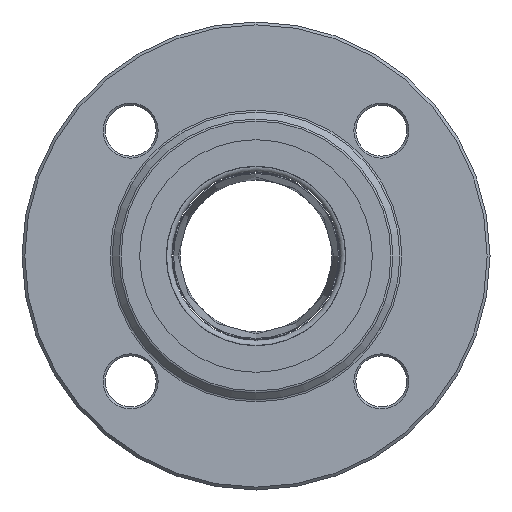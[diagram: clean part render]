
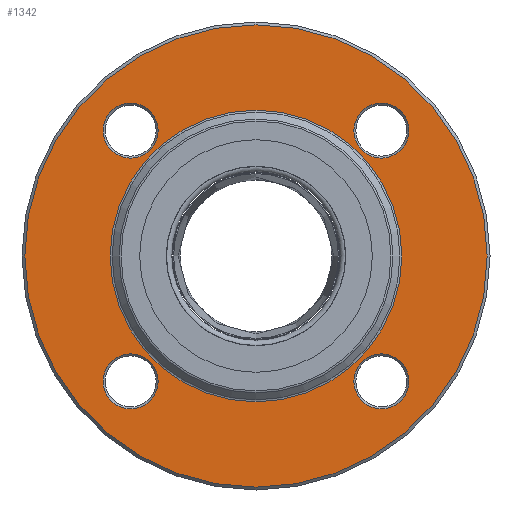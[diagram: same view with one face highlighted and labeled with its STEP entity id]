
A CAD part, left-side view. The second image highlights one B-rep face of the part: STEP entity #1342.
In plain terms, the highlighted planar face has unit normal (-1, 0, 0).
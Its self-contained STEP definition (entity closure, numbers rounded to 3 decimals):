
#1235=CARTESIAN_POINT('',(-71.6,0.,-0.));
#1236=DIRECTION('',(1.,0.,0.));
#1237=DIRECTION('',(0.,0.,-1.));
#1238=AXIS2_PLACEMENT_3D('',#1235,#1236,#1237);
#1239=PLANE('',#1238);
#1240=CARTESIAN_POINT('',(-71.6,44.194,34.494));
#1241=VERTEX_POINT('',#1240);
#1242=CARTESIAN_POINT('',(-71.6,44.194,53.894));
#1243=VERTEX_POINT('',#1242);
#1244=CARTESIAN_POINT('',(-71.6,44.194,44.194));
#1245=DIRECTION('',(1.,0.,0.));
#1246=DIRECTION('',(0.,0.,-1.));
#1247=AXIS2_PLACEMENT_3D('',#1244,#1245,#1246);
#1248=CIRCLE('',#1247,9.7);
#1249=EDGE_CURVE('',#1241,#1243,#1248,.T.);
#1250=ORIENTED_EDGE('',*,*,#1249,.T.);
#1251=CARTESIAN_POINT('',(-71.6,44.194,44.194));
#1252=DIRECTION('',(1.,0.,0.));
#1253=DIRECTION('',(0.,0.,-1.));
#1254=AXIS2_PLACEMENT_3D('',#1251,#1252,#1253);
#1255=CIRCLE('',#1254,9.7);
#1256=EDGE_CURVE('',#1243,#1241,#1255,.T.);
#1257=ORIENTED_EDGE('',*,*,#1256,.T.);
#1258=EDGE_LOOP('',(#1250,#1257));
#1259=FACE_BOUND('',#1258,.T.);
#1260=CARTESIAN_POINT('',(-71.6,-44.194,34.494));
#1261=VERTEX_POINT('',#1260);
#1262=CARTESIAN_POINT('',(-71.6,-44.194,53.894));
#1263=VERTEX_POINT('',#1262);
#1264=CARTESIAN_POINT('',(-71.6,-44.194,44.194));
#1265=DIRECTION('',(1.,0.,0.));
#1266=DIRECTION('',(0.,0.,-1.));
#1267=AXIS2_PLACEMENT_3D('',#1264,#1265,#1266);
#1268=CIRCLE('',#1267,9.7);
#1269=EDGE_CURVE('',#1261,#1263,#1268,.T.);
#1270=ORIENTED_EDGE('',*,*,#1269,.T.);
#1271=CARTESIAN_POINT('',(-71.6,-44.194,44.194));
#1272=DIRECTION('',(1.,0.,0.));
#1273=DIRECTION('',(0.,0.,-1.));
#1274=AXIS2_PLACEMENT_3D('',#1271,#1272,#1273);
#1275=CIRCLE('',#1274,9.7);
#1276=EDGE_CURVE('',#1263,#1261,#1275,.T.);
#1277=ORIENTED_EDGE('',*,*,#1276,.T.);
#1278=EDGE_LOOP('',(#1270,#1277));
#1279=FACE_BOUND('',#1278,.T.);
#1280=CARTESIAN_POINT('',(-71.6,-44.194,-53.894));
#1281=VERTEX_POINT('',#1280);
#1282=CARTESIAN_POINT('',(-71.6,-44.194,-34.494));
#1283=VERTEX_POINT('',#1282);
#1284=CARTESIAN_POINT('',(-71.6,-44.194,-44.194));
#1285=DIRECTION('',(1.,0.,0.));
#1286=DIRECTION('',(0.,0.,-1.));
#1287=AXIS2_PLACEMENT_3D('',#1284,#1285,#1286);
#1288=CIRCLE('',#1287,9.7);
#1289=EDGE_CURVE('',#1281,#1283,#1288,.T.);
#1290=ORIENTED_EDGE('',*,*,#1289,.T.);
#1291=CARTESIAN_POINT('',(-71.6,-44.194,-44.194));
#1292=DIRECTION('',(1.,0.,0.));
#1293=DIRECTION('',(0.,0.,-1.));
#1294=AXIS2_PLACEMENT_3D('',#1291,#1292,#1293);
#1295=CIRCLE('',#1294,9.7);
#1296=EDGE_CURVE('',#1283,#1281,#1295,.T.);
#1297=ORIENTED_EDGE('',*,*,#1296,.T.);
#1298=EDGE_LOOP('',(#1290,#1297));
#1299=FACE_BOUND('',#1298,.T.);
#1300=CARTESIAN_POINT('',(-71.6,44.194,-53.894));
#1301=VERTEX_POINT('',#1300);
#1302=CARTESIAN_POINT('',(-71.6,44.194,-34.494));
#1303=VERTEX_POINT('',#1302);
#1304=CARTESIAN_POINT('',(-71.6,44.194,-44.194));
#1305=DIRECTION('',(1.,0.,0.));
#1306=DIRECTION('',(0.,0.,-1.));
#1307=AXIS2_PLACEMENT_3D('',#1304,#1305,#1306);
#1308=CIRCLE('',#1307,9.7);
#1309=EDGE_CURVE('',#1301,#1303,#1308,.T.);
#1310=ORIENTED_EDGE('',*,*,#1309,.T.);
#1311=CARTESIAN_POINT('',(-71.6,44.194,-44.194));
#1312=DIRECTION('',(1.,0.,0.));
#1313=DIRECTION('',(0.,0.,-1.));
#1314=AXIS2_PLACEMENT_3D('',#1311,#1312,#1313);
#1315=CIRCLE('',#1314,9.7);
#1316=EDGE_CURVE('',#1303,#1301,#1315,.T.);
#1317=ORIENTED_EDGE('',*,*,#1316,.T.);
#1318=EDGE_LOOP('',(#1310,#1317));
#1319=FACE_BOUND('',#1318,.T.);
#1320=CARTESIAN_POINT('',(-71.6,-0.,-81.5));
#1321=VERTEX_POINT('',#1320);
#1322=CARTESIAN_POINT('',(-71.6,0.,-0.));
#1323=DIRECTION('',(-1.,-0.,-0.));
#1324=DIRECTION('',(0.,0.,-1.));
#1325=AXIS2_PLACEMENT_3D('',#1322,#1323,#1324);
#1326=CIRCLE('',#1325,81.5);
#1327=EDGE_CURVE('',#1321,#1321,#1326,.T.);
#1328=ORIENTED_EDGE('',*,*,#1327,.T.);
#1329=EDGE_LOOP('',(#1328));
#1330=FACE_BOUND('',#1329,.T.);
#1331=CARTESIAN_POINT('',(-71.6,-0.,-51.414));
#1332=VERTEX_POINT('',#1331);
#1333=CARTESIAN_POINT('',(-71.6,-0.,-0.));
#1334=DIRECTION('',(1.,0.,0.));
#1335=DIRECTION('',(0.,0.,-1.));
#1336=AXIS2_PLACEMENT_3D('',#1333,#1334,#1335);
#1337=CIRCLE('',#1336,51.414);
#1338=EDGE_CURVE('',#1332,#1332,#1337,.T.);
#1339=ORIENTED_EDGE('',*,*,#1338,.T.);
#1340=EDGE_LOOP('',(#1339));
#1341=FACE_BOUND('',#1340,.T.);
#1342=ADVANCED_FACE('',(#1259,#1279,#1299,#1319,#1330,#1341),#1239,.F.);
